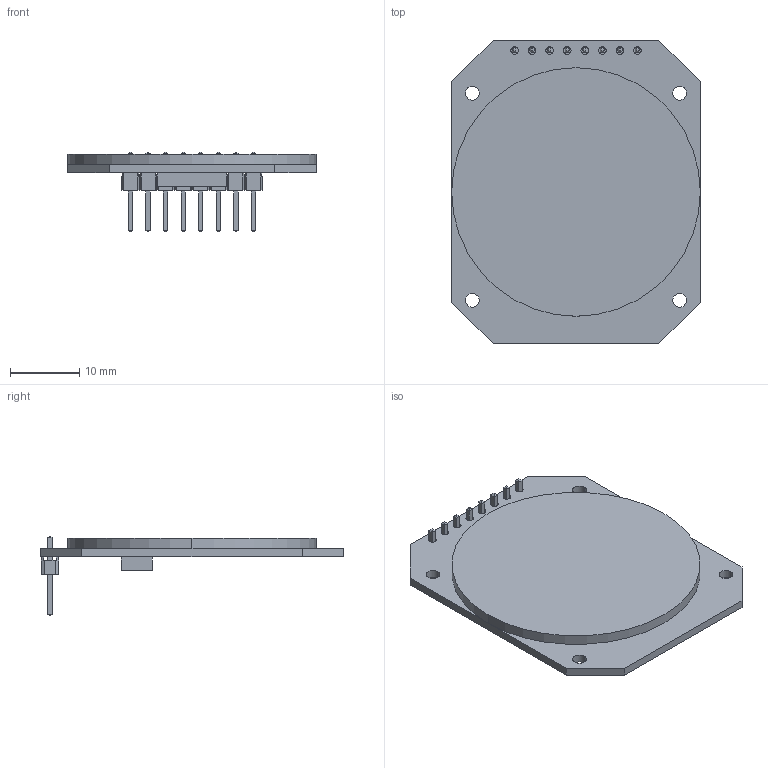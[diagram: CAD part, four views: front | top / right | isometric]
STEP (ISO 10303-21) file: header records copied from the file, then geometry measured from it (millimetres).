
FILE_DESCRIPTION(('CATIA V5 STEP'),'2;1');
FILE_NAME('GC9A01.stp','2023-04-28T11:44:34+00:00',('none'),('none'),'CATIA Version 5 Release 17 (IN-10)','CATIA V5 STEP AP214','none');
FILE_SCHEMA(('AUTOMOTIVE_DESIGN { 1 0 10303 214 1 1 1 1 }'));
Length unit declared in the file: millimetre
Products named in the file (5): GC9A01; GC9A01.1; 6130xx11121; 61300811121; 6130xx11121_PIN
Assembly tree (11 placements, depth 3):
  GC9A01
    GC9A01.1
    6130xx11121
      61300811121
      6130xx11121_PIN  x8
Bounding box: 36 x 44 x 11.54 mm (x, y, z)
Volume: 3545.3 mm3; surface area: 3972.8 mm2
Topology: 10 solids, 10 shells, 271 faces, 720 edges, 485 vertices
Faces by surface type: plane 245, cylinder 26
Entity records: 6080 total; most frequent: CARTESIAN_POINT 1101, ORIENTED_EDGE 972, DIRECTION 886, EDGE_CURVE 486, VECTOR 446, LINE 446, VERTEX_POINT 320, AXIS2_PLACEMENT_3D 259
